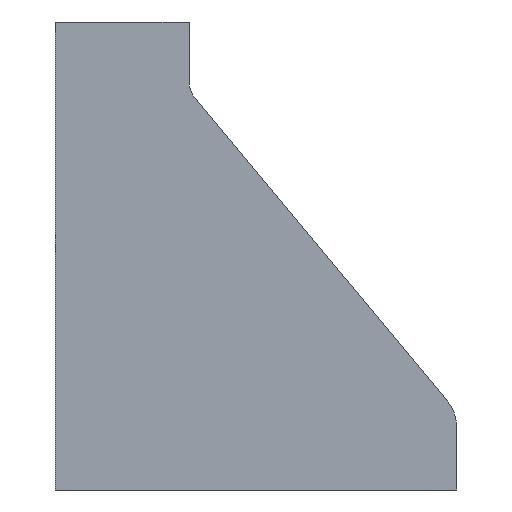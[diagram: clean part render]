
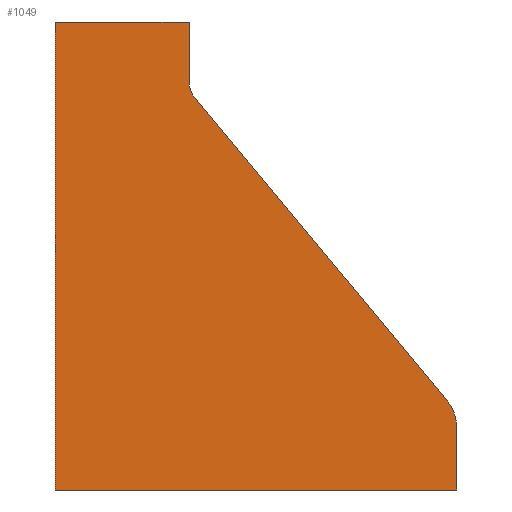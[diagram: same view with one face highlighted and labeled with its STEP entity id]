
A CAD part, front view. The second image highlights one B-rep face of the part: STEP entity #1049.
In plain terms, the highlighted planar face has unit normal (0, -1, 0).
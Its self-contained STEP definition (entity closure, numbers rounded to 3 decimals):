
#28 = AXIS2_PLACEMENT_3D ( 'NONE', #96, #146, #141 ) ;
#69 = CARTESIAN_POINT ( 'NONE',  ( 350., 0., -302.603 ) ) ;
#72 = CARTESIAN_POINT ( 'NONE',  ( 150., 0., 0. ) ) ;
#85 = CARTESIAN_POINT ( 'NONE',  ( 150., 0., 0. ) ) ;
#90 = PLANE ( 'NONE',  #28 ) ;
#96 = CARTESIAN_POINT ( 'NONE',  ( -70., 0., -44.501 ) ) ;
#97 = CARTESIAN_POINT ( 'NONE',  ( 350., 0., -350. ) ) ;
#141 = DIRECTION ( 'NONE',  ( 0., 0., 1. ) ) ;
#146 = DIRECTION ( 'NONE',  ( 0., 1., 0. ) ) ;
#177 = CARTESIAN_POINT ( 'NONE',  ( 150., 0., -44.501 ) ) ;
#192 = CARTESIAN_POINT ( 'NONE',  ( 50., 0., -350. ) ) ;
#194 = CARTESIAN_POINT ( 'NONE',  ( 50., 0., 0. ) ) ;
#195 = CARTESIAN_POINT ( 'NONE',  ( 154.636, 0., -57.304 ) ) ;
#255 = DIRECTION ( 'NONE',  ( 0., 0., 1. ) ) ;
#259 = DIRECTION ( 'NONE',  ( 0., 0., 1. ) ) ;
#282 = CARTESIAN_POINT ( 'NONE',  ( 343.047, 0., -283.398 ) ) ;
#290 = CARTESIAN_POINT ( 'NONE',  ( 350., 0., -302.603 ) ) ;
#410 = AXIS2_PLACEMENT_3D ( 'NONE', #910, #896, #912 ) ;
#411 = AXIS2_PLACEMENT_3D ( 'NONE', #891, #901, #902 ) ;
#539 = ORIENTED_EDGE ( 'NONE', *, *, #1738, .T. ) ;
#540 = ORIENTED_EDGE ( 'NONE', *, *, #836, .T. ) ;
#541 = ORIENTED_EDGE ( 'NONE', *, *, #825, .T. ) ;
#542 = ORIENTED_EDGE ( 'NONE', *, *, #842, .T. ) ;
#543 = ORIENTED_EDGE ( 'NONE', *, *, #1728, .T. ) ;
#544 = ORIENTED_EDGE ( 'NONE', *, *, #829, .F. ) ;
#545 = ORIENTED_EDGE ( 'NONE', *, *, #833, .F. ) ;
#546 = ORIENTED_EDGE ( 'NONE', *, *, #827, .F. ) ;
#825 = EDGE_CURVE ( 'NONE', #1294, #1257, #1479, .T. ) ;
#827 = EDGE_CURVE ( 'NONE', #1262, #1349, #1482, .T. ) ;
#829 = EDGE_CURVE ( 'NONE', #1357, #1266, #1480, .T. ) ;
#833 = EDGE_CURVE ( 'NONE', #1266, #1262, #1494, .T. ) ;
#836 = EDGE_CURVE ( 'NONE', #1257, #1338, #1496, .T. ) ;
#842 = EDGE_CURVE ( 'NONE', #1300, #1294, #1510, .T. ) ;
#880 = DIRECTION ( 'NONE',  ( -0.64, 0., 0.768 ) ) ;
#891 = CARTESIAN_POINT ( 'NONE',  ( 170., 0., -44.501 ) ) ;
#896 = DIRECTION ( 'NONE',  ( 0., -1., 0. ) ) ;
#901 = DIRECTION ( 'NONE',  ( 0., 1., 0. ) ) ;
#902 = DIRECTION ( 'NONE',  ( 0., 0., 1. ) ) ;
#910 = CARTESIAN_POINT ( 'NONE',  ( 320., 0., -302.603 ) ) ;
#912 = DIRECTION ( 'NONE',  ( 0., 0., 1. ) ) ;
#925 = CARTESIAN_POINT ( 'NONE',  ( -250., 0., -350. ) ) ;
#932 = DIRECTION ( 'NONE',  ( -1., 0., 0. ) ) ;
#941 = DIRECTION ( 'NONE',  ( 0., 0., 1. ) ) ;
#942 = CARTESIAN_POINT ( 'NONE',  ( 50., 0., 0. ) ) ;
#957 = CARTESIAN_POINT ( 'NONE',  ( -50., 0., 0. ) ) ;
#960 = DIRECTION ( 'NONE',  ( 1., 0., 0. ) ) ;
#965 = CARTESIAN_POINT ( 'NONE',  ( 154.636, 0., -57.304 ) ) ;
#1049 = ADVANCED_FACE ( 'NONE', ( #1581 ), #90, .F. ) ;
#1236 = EDGE_LOOP ( 'NONE', ( #546, #545, #544, #543, #542, #541, #540, #539 ) ) ;
#1257 = VERTEX_POINT ( 'NONE', #195 ) ;
#1262 = VERTEX_POINT ( 'NONE', #194 ) ;
#1266 = VERTEX_POINT ( 'NONE', #192 ) ;
#1294 = VERTEX_POINT ( 'NONE', #282 ) ;
#1300 = VERTEX_POINT ( 'NONE', #290 ) ;
#1338 = VERTEX_POINT ( 'NONE', #177 ) ;
#1349 = VERTEX_POINT ( 'NONE', #85 ) ;
#1357 = VERTEX_POINT ( 'NONE', #97 ) ;
#1479 = LINE ( 'NONE', #965, #1481 ) ;
#1480 = LINE ( 'NONE', #925, #1489 ) ;
#1481 = VECTOR ( 'NONE', #880, 1000. ) ;
#1482 = LINE ( 'NONE', #957, #1485 ) ;
#1485 = VECTOR ( 'NONE', #960, 1000. ) ;
#1489 = VECTOR ( 'NONE', #932, 1000. ) ;
#1494 = LINE ( 'NONE', #942, #1497 ) ;
#1496 = CIRCLE ( 'NONE', #411, 20. ) ;
#1497 = VECTOR ( 'NONE', #941, 1000. ) ;
#1510 = CIRCLE ( 'NONE', #410, 30. ) ;
#1581 = FACE_OUTER_BOUND ( 'NONE', #1236, .T. ) ;
#1650 = LINE ( 'NONE', #69, #1653 ) ;
#1653 = VECTOR ( 'NONE', #255, 1000. ) ;
#1668 = LINE ( 'NONE', #72, #1670 ) ;
#1670 = VECTOR ( 'NONE', #259, 1000. ) ;
#1728 = EDGE_CURVE ( 'NONE', #1357, #1300, #1650, .T. ) ;
#1738 = EDGE_CURVE ( 'NONE', #1338, #1349, #1668, .T. ) ;
